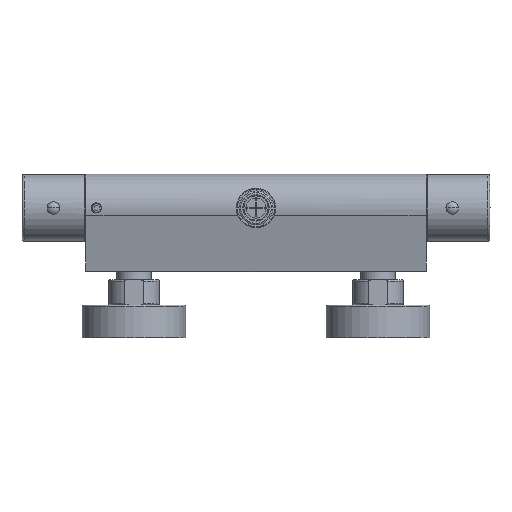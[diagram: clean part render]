
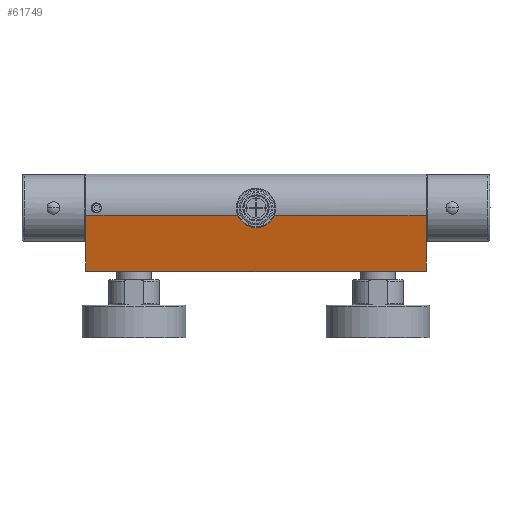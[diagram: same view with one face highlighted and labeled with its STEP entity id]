
A CAD part, front view. The second image highlights one B-rep face of the part: STEP entity #61749.
In plain terms, the highlighted planar face has unit normal (0, -0.976, -0.216).
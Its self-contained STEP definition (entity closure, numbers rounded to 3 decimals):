
#3325=DIRECTION('',(0.,-0.216,0.976));
#3326=VECTOR('',#3325,35.157);
#3327=CARTESIAN_POINT('',(104.5,-12.649,-38.814));
#3328=LINE('',#3327,#3326);
#3348=DIRECTION('',(-1.,0.,0.));
#3349=VECTOR('',#3348,93.264);
#3350=CARTESIAN_POINT('',(104.5,-20.258,-4.491));
#3351=LINE('',#3350,#3349);
#3352=DIRECTION('',(-1.,0.,0.));
#3353=VECTOR('',#3352,93.264);
#3354=CARTESIAN_POINT('',(-11.236,-20.258,
-4.491));
#3355=LINE('',#3354,#3353);
#3409=DIRECTION('',(-1.,0.,0.));
#3410=VECTOR('',#3409,209.);
#3411=CARTESIAN_POINT('',(104.5,-12.649,-38.814));
#3412=LINE('',#3411,#3410);
#3422=DIRECTION('',(0.,-0.216,0.976));
#3423=VECTOR('',#3422,35.157);
#3424=CARTESIAN_POINT('',(-104.5,-12.649,-38.814));
#3425=LINE('',#3424,#3423);
#25347=CARTESIAN_POINT('',(11.236,-20.258,
-4.491));
#25348=CARTESIAN_POINT('',(11.119,-20.193,
-4.784));
#25349=CARTESIAN_POINT('',(10.885,-20.078,
-5.305));
#25350=CARTESIAN_POINT('',(10.416,-19.882,
-6.189));
#25351=CARTESIAN_POINT('',(9.831,-19.683,
-7.087));
#25352=CARTESIAN_POINT('',(9.129,-19.488,
-7.966));
#25353=CARTESIAN_POINT('',(8.427,-19.325,
-8.702));
#25354=CARTESIAN_POINT('',(7.725,-19.186,
-9.328));
#25355=CARTESIAN_POINT('',(6.788,-19.027,
-10.046));
#25356=CARTESIAN_POINT('',(5.618,-18.869,
-10.755));
#25357=CARTESIAN_POINT('',(4.213,-18.732,
-11.376));
#25358=CARTESIAN_POINT('',(2.809,-18.638,
-11.799));
#25359=CARTESIAN_POINT('',(1.404,-18.583,
-12.046));
#25360=CARTESIAN_POINT('',(0.,-18.565,-12.127));
#25361=CARTESIAN_POINT('',(-1.404,-18.583,
-12.046));
#25362=CARTESIAN_POINT('',(-2.809,-18.638,
-11.799));
#25363=CARTESIAN_POINT('',(-4.213,-18.732,
-11.376));
#25364=CARTESIAN_POINT('',(-5.618,-18.869,
-10.755));
#25365=CARTESIAN_POINT('',(-6.788,-19.027,
-10.046));
#25366=CARTESIAN_POINT('',(-7.725,-19.186,
-9.328));
#25367=CARTESIAN_POINT('',(-8.427,-19.325,
-8.702));
#25368=CARTESIAN_POINT('',(-9.129,-19.488,
-7.966));
#25369=CARTESIAN_POINT('',(-9.831,-19.683,
-7.087));
#25370=CARTESIAN_POINT('',(-10.416,-19.882,
-6.189));
#25371=CARTESIAN_POINT('',(-10.885,-20.078,
-5.305));
#25372=CARTESIAN_POINT('',(-11.119,-20.193,
-4.784));
#25373=CARTESIAN_POINT('',(-11.236,-20.258,
-4.491));
#53936=CARTESIAN_POINT('',(104.5,-12.649,-38.814));
#53937=VERTEX_POINT('',#53936);
#53938=CARTESIAN_POINT('',(104.5,-20.258,-4.491));
#53939=VERTEX_POINT('',#53938);
#53948=CARTESIAN_POINT('',(-104.5,-12.649,-38.814));
#53949=VERTEX_POINT('',#53948);
#53950=CARTESIAN_POINT('',(-104.5,-20.258,-4.491));
#53951=VERTEX_POINT('',#53950);
#53954=VERTEX_POINT('',#25347);
#53955=VERTEX_POINT('',#25373);
#61734=CARTESIAN_POINT('',(104.5,-12.649,-38.814));
#61735=DIRECTION('',(0.,0.976,0.216));
#61736=DIRECTION('',(0.,-0.216,0.976));
#61737=AXIS2_PLACEMENT_3D('',#61734,#61735,#61736);
#61738=PLANE('',#61737);
#61739=ORIENTED_EDGE('',*,*,#61636,.F.);
#61740=ORIENTED_EDGE('',*,*,#61608,.T.);
#61742=ORIENTED_EDGE('',*,*,#61741,.T.);
#61743=ORIENTED_EDGE('',*,*,#61702,.F.);
#61745=ORIENTED_EDGE('',*,*,#61744,.F.);
#61746=ORIENTED_EDGE('',*,*,#61694,.F.);
#61747=EDGE_LOOP('',(#61739,#61740,#61742,#61743,#61745,#61746));
#61748=FACE_OUTER_BOUND('',#61747,.F.);
#61749=ADVANCED_FACE('',(#61748),#61738,.F.);
#25374=B_SPLINE_CURVE_WITH_KNOTS('',3,(#25347,#25348,#25349,#25350,#25351,
#25352,#25353,#25354,#25355,#25356,#25357,#25358,#25359,#25360,#25361,#25362,
#25363,#25364,#25365,#25366,#25367,#25368,#25369,#25370,#25371,#25372,#25373),
.UNSPECIFIED.,.F.,.F.,(4,1,1,1,1,1,1,1,1,1,1,1,1,1,1,1,1,1,1,1,1,1,1,1,4),(0.,
0.016,0.031,0.063,0.094,0.125,0.156,0.188,0.25,0.313,
0.375,0.438,0.5,0.563,0.625,0.688,0.75,0.813,0.844,
0.875,0.906,0.938,0.969,0.984,1.),.UNSPECIFIED.);
#61608=EDGE_CURVE('',#53937,#53949,#3412,.T.);
#61636=EDGE_CURVE('',#53937,#53939,#3328,.T.);
#61694=EDGE_CURVE('',#53939,#53954,#3351,.T.);
#61702=EDGE_CURVE('',#53955,#53951,#3355,.T.);
#61741=EDGE_CURVE('',#53949,#53951,#3425,.T.);
#61744=EDGE_CURVE('',#53954,#53955,#25374,.T.);
